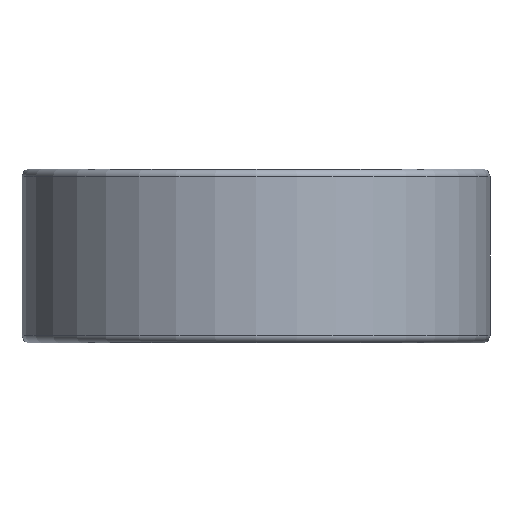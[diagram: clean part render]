
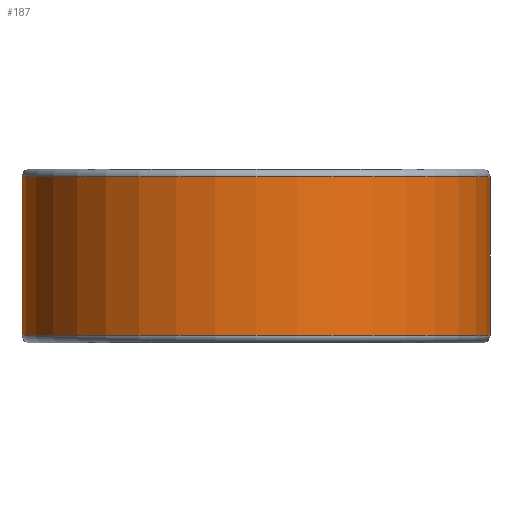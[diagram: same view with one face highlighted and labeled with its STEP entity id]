
A CAD part, front view. The second image highlights one B-rep face of the part: STEP entity #187.
In plain terms, the highlighted cylindrical face has radius 23.406 mm (diameter 46.812 mm), a partial arc.
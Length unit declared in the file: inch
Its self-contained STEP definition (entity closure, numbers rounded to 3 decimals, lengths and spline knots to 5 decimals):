
#43 = FACE_OUTER_BOUND ( 'NONE', #1970, .T. ) ;
#151 = DIRECTION ( 'NONE',  ( 0., 0., 1. ) ) ;
#187 = ADVANCED_FACE ( 'NONE', ( #43 ), #1390, .T. ) ;
#225 = VERTEX_POINT ( 'NONE', #447 ) ;
#228 = EDGE_CURVE ( 'NONE', #536, #1734, #1898, .T. ) ;
#233 = ORIENTED_EDGE ( 'NONE', *, *, #1211, .T. ) ;
#370 = CARTESIAN_POINT ( 'NONE',  ( 0.8435, -2.156, -0.3125 ) ) ;
#447 = CARTESIAN_POINT ( 'NONE',  ( 1.765, -2.156, 0.3125 ) ) ;
#468 = DIRECTION ( 'NONE',  ( 0., 0., -1. ) ) ;
#536 = VERTEX_POINT ( 'NONE', #950 ) ;
#599 = DIRECTION ( 'NONE',  ( 1., 0., 0. ) ) ;
#670 = AXIS2_PLACEMENT_3D ( 'NONE', #1082, #2524, #1291 ) ;
#718 = CIRCLE ( 'NONE', #795, 0.9215 ) ;
#795 = AXIS2_PLACEMENT_3D ( 'NONE', #370, #1821, #599 ) ;
#800 = EDGE_CURVE ( 'NONE', #1734, #1879, #718, .T. ) ;
#866 = AXIS2_PLACEMENT_3D ( 'NONE', #2338, #2241, #2035 ) ;
#892 = ORIENTED_EDGE ( 'NONE', *, *, #1486, .F. ) ;
#950 = CARTESIAN_POINT ( 'NONE',  ( -0.078, -2.156, 0.3125 ) ) ;
#1082 = CARTESIAN_POINT ( 'NONE',  ( 0.8435, -2.156, 0.3125 ) ) ;
#1129 = VECTOR ( 'NONE', #151, 39.37008 ) ;
#1211 = EDGE_CURVE ( 'NONE', #1879, #225, #1689, .T. ) ;
#1291 = DIRECTION ( 'NONE',  ( 1., 0., 0. ) ) ;
#1352 = VECTOR ( 'NONE', #468, 39.37008 ) ;
#1390 = CYLINDRICAL_SURFACE ( 'NONE', #866, 0.9215 ) ;
#1408 = CARTESIAN_POINT ( 'NONE',  ( 1.765, -2.156, 0. ) ) ;
#1463 = CARTESIAN_POINT ( 'NONE',  ( -0.078, -2.156, 0.3125 ) ) ;
#1486 = EDGE_CURVE ( 'NONE', #536, #225, #1839, .T. ) ;
#1689 = LINE ( 'NONE', #1408, #1129 ) ;
#1708 = CARTESIAN_POINT ( 'NONE',  ( -0.078, -2.156, -0.3125 ) ) ;
#1734 = VERTEX_POINT ( 'NONE', #1708 ) ;
#1821 = DIRECTION ( 'NONE',  ( 0., 0., 1. ) ) ;
#1839 = CIRCLE ( 'NONE', #670, 0.9215 ) ;
#1879 = VERTEX_POINT ( 'NONE', #2192 ) ;
#1898 = LINE ( 'NONE', #1463, #1352 ) ;
#1941 = ORIENTED_EDGE ( 'NONE', *, *, #800, .T. ) ;
#1970 = EDGE_LOOP ( 'NONE', ( #1941, #233, #892, #2493 ) ) ;
#2035 = DIRECTION ( 'NONE',  ( 1., 0., 0. ) ) ;
#2192 = CARTESIAN_POINT ( 'NONE',  ( 1.765, -2.156, -0.3125 ) ) ;
#2241 = DIRECTION ( 'NONE',  ( 0., 0., 1. ) ) ;
#2338 = CARTESIAN_POINT ( 'NONE',  ( 0.8435, -2.156, 0. ) ) ;
#2493 = ORIENTED_EDGE ( 'NONE', *, *, #228, .T. ) ;
#2524 = DIRECTION ( 'NONE',  ( 0., 0., 1. ) ) ;
